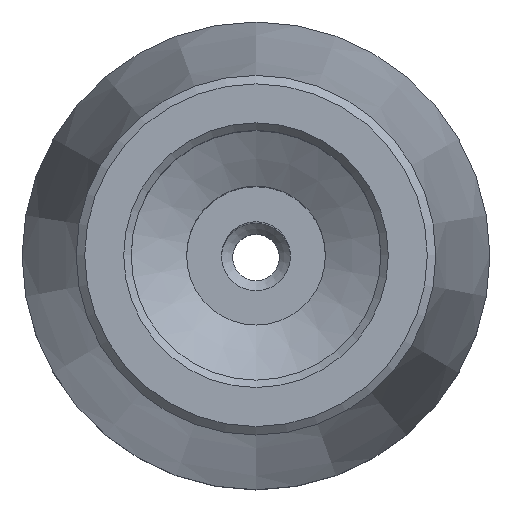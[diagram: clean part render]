
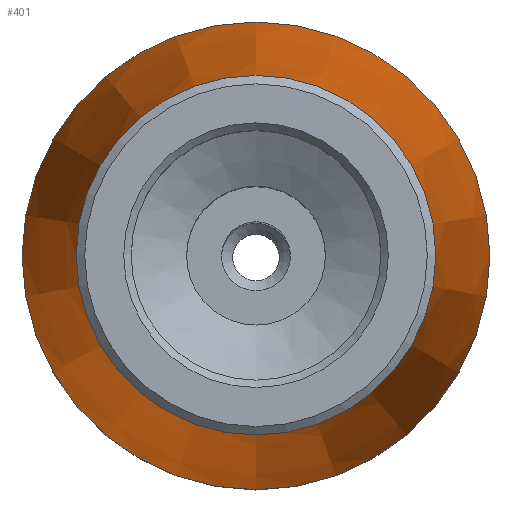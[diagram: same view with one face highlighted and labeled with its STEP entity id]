
A CAD part, top view. The second image highlights one B-rep face of the part: STEP entity #401.
In plain terms, the highlighted conical face has half-angle 8 degrees and reference radius 14.061 mm.
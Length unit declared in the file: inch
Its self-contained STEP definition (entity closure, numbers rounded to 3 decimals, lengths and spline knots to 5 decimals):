
#53=FACE_OUTER_BOUND('',#84,.T.);
#84=EDGE_LOOP('',(#333,#334,#335,#336,#337));
#109=LINE('',#716,#130);
#130=VECTOR('',#591,0.55358);
#160=CIRCLE('',#465,0.48243);
#161=CIRCLE('',#466,0.48243);
#162=CIRCLE('',#468,0.6275);
#194=VERTEX_POINT('',#708);
#195=VERTEX_POINT('',#709);
#196=VERTEX_POINT('',#714);
#241=EDGE_CURVE('',#194,#195,#160,.T.);
#242=EDGE_CURVE('',#195,#194,#161,.T.);
#244=EDGE_CURVE('',#196,#196,#162,.T.);
#245=EDGE_CURVE('',#196,#195,#109,.T.);
#333=ORIENTED_EDGE('',*,*,#244,.F.);
#334=ORIENTED_EDGE('',*,*,#245,.T.);
#335=ORIENTED_EDGE('',*,*,#241,.F.);
#336=ORIENTED_EDGE('',*,*,#242,.F.);
#337=ORIENTED_EDGE('',*,*,#245,.F.);
#379=CONICAL_SURFACE('',#467,0.55358,0.14);
#401=ADVANCED_FACE('',(#53),#379,.T.);
#465=AXIS2_PLACEMENT_3D('',#710,#582,#583);
#466=AXIS2_PLACEMENT_3D('',#711,#584,#585);
#467=AXIS2_PLACEMENT_3D('',#713,#587,#588);
#468=AXIS2_PLACEMENT_3D('',#715,#589,#590);
#582=DIRECTION('center_axis',(0.,0.,1.));
#583=DIRECTION('ref_axis',(0.,-1.,0.));
#584=DIRECTION('center_axis',(0.,0.,1.));
#585=DIRECTION('ref_axis',(0.,-1.,0.));
#587=DIRECTION('center_axis',(0.,0.,-1.));
#588=DIRECTION('ref_axis',(0.,1.,0.));
#589=DIRECTION('center_axis',(0.,0.,-1.));
#590=DIRECTION('ref_axis',(1.,0.,0.));
#591=DIRECTION('',(0.,0.139,0.99));
#708=CARTESIAN_POINT('',(0.,0.48243,-0.01981));
#709=CARTESIAN_POINT('',(0.,-0.48243,-0.01981));
#710=CARTESIAN_POINT('Origin',(0.,0.,-0.01981));
#711=CARTESIAN_POINT('Origin',(0.,0.,-0.01981));
#713=CARTESIAN_POINT('Origin',(0.,0.,-0.526));
#714=CARTESIAN_POINT('',(0.,-0.6275,-1.052));
#715=CARTESIAN_POINT('Origin',(0.,0.,-1.052));
#716=CARTESIAN_POINT('',(0.,-0.55358,-0.526));
